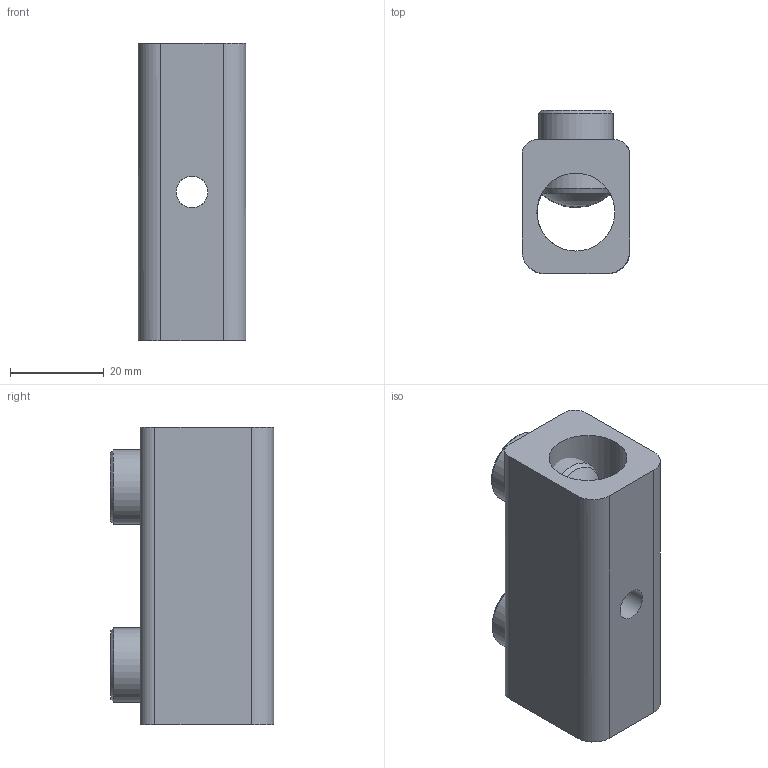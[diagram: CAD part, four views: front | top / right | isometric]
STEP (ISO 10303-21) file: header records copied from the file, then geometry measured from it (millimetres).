
FILE_DESCRIPTION(/* description */ (''),/* implementation_level */ '2;1');
FILE_NAME(/* name */ 'P300.stp',/* time_stamp */ '2020-09-17T16:42:45-04:00',/* author */ ('DHiltner'),/* organization */ ('IHI Connectors'),/* preprocessor_version */ 'ST-DEVELOPER v17.2',/* originating_system */ 'Autodesk Inventor 2019',/* authorisation */ '');
FILE_SCHEMA (('AUTOMOTIVE_DESIGN { 1 0 10303 214 3 1 1 }'));
Length unit declared in the file: inch
Products named in the file (3): P300-2S; P300-2S_1; 14237
Assembly tree (3 placements, depth 2):
  P300-2S
    P300-2S_1
    14237  x2
Bounding box: 23.09 x 34.92 x 63.53 mm (x, y, z)
Volume: 29740.4 mm3; surface area: 13728.4 mm2
Topology: 3 solids, 3 shells, 51 faces, 127 edges, 86 vertices
Faces by surface type: plane 26, cylinder 15, cone 8, sphere 2
Full cylindrical faces by diameter (mm): 6.756 x2, 14.351 x2, 15.875 x2, 16.662 x1
Entity records: 1499 total; most frequent: CARTESIAN_POINT 454, DIRECTION 197, ORIENTED_EDGE 188, EDGE_CURVE 94, AXIS2_PLACEMENT_3D 77, VERTEX_POINT 65, EDGE_LOOP 53, LINE 43
